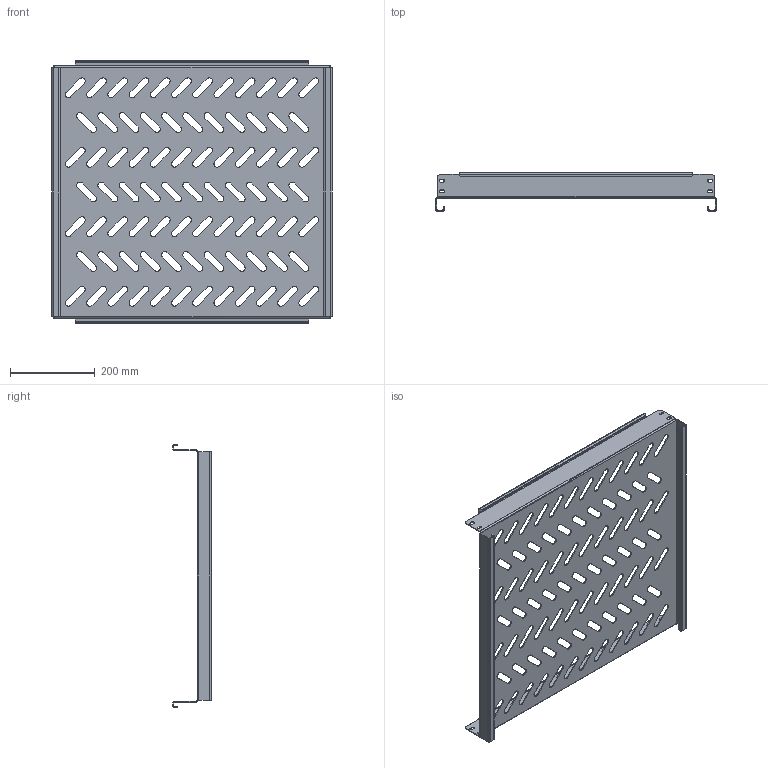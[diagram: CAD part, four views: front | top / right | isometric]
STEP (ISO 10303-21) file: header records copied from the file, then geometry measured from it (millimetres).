
FILE_DESCRIPTION (( 'STEP AP214' ), '1' );
FILE_NAME ('945.377.STEP', '2024-09-25T11:31:53', ( '' ), ( '' ), 'SwSTEP 2.0', 'SolidWorks 2021', '' );
FILE_SCHEMA (( 'AUTOMOTIVE_DESIGN' ));
Length unit declared in the file: millimetre
Products named in the file (1): 945.377
Bounding box: 660 x 90 x 620 mm (x, y, z)
Volume: 953340.8 mm3; surface area: 982058.7 mm2
Topology: 1 solids, 1 shells, 567 faces, 1607 edges, 1042 vertices
Faces by surface type: cylinder 303, plane 256, bspline 8
Entity records: 19269 total; most frequent: CARTESIAN_POINT 3717, DIRECTION 3293, ORIENTED_EDGE 3214, EDGE_CURVE 1607, AXIS2_PLACEMENT_3D 1166, VERTEX_POINT 1042, LINE 961, VECTOR 961
